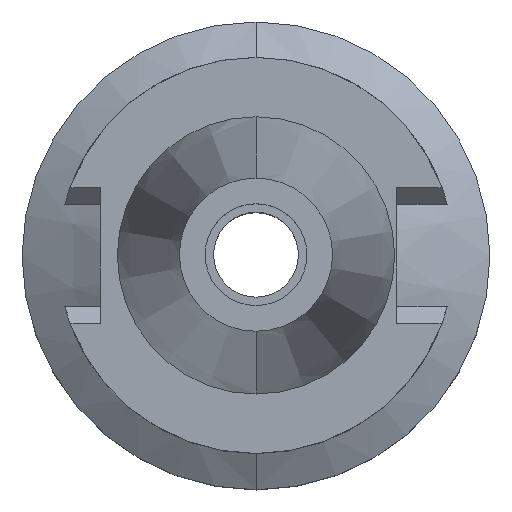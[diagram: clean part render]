
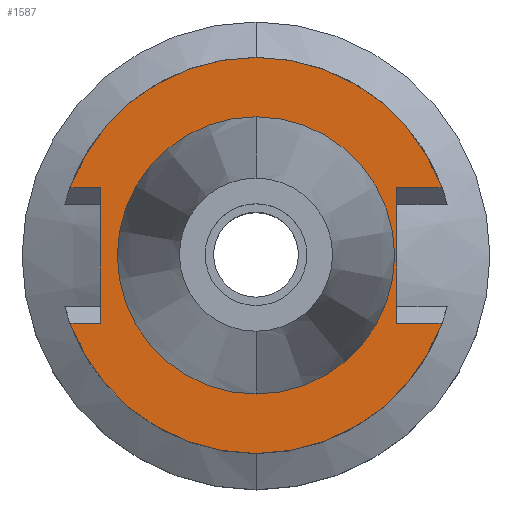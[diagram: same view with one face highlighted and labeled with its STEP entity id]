
A CAD part, top view. The second image highlights one B-rep face of the part: STEP entity #1587.
In plain terms, the highlighted planar face has unit normal (0, 0, 1).
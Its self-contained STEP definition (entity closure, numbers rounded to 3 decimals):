
#94=DIRECTION('',(0.,-1.,0.));
#95=VECTOR('',#94,21.78);
#96=CARTESIAN_POINT('',(22.57,10.89,-1.));
#97=LINE('',#96,#95);
#101=DIRECTION('',(1.,0.,0.));
#102=VECTOR('',#101,7.254);
#103=CARTESIAN_POINT('',(22.57,-10.89,-1.));
#104=LINE('',#103,#102);
#108=CARTESIAN_POINT('',(0.,0.,-1.));
#109=DIRECTION('',(0.,0.,-1.));
#110=DIRECTION('',(0.939,-0.343,0.));
#111=AXIS2_PLACEMENT_3D('',#108,#109,#110);
#116=CARTESIAN_POINT('',(0.,0.,-1.));
#117=DIRECTION('',(0.,0.,-1.));
#118=DIRECTION('',(0.,-1.,0.));
#119=AXIS2_PLACEMENT_3D('',#116,#117,#118);
#124=DIRECTION('',(-1.,0.,0.));
#125=VECTOR('',#124,4.844);
#126=CARTESIAN_POINT('',(-24.98,10.89,-1.));
#127=LINE('',#126,#125);
#131=CARTESIAN_POINT('',(0.,0.,-1.));
#132=DIRECTION('',(0.,0.,-1.));
#133=DIRECTION('',(-0.939,0.343,0.));
#134=AXIS2_PLACEMENT_3D('',#131,#132,#133);
#139=CARTESIAN_POINT('',(0.,0.,-1.));
#140=DIRECTION('',(0.,0.,-1.));
#141=DIRECTION('',(0.,1.,0.));
#142=AXIS2_PLACEMENT_3D('',#139,#140,#141);
#147=CARTESIAN_POINT('',(0.,0.,-1.));
#148=DIRECTION('',(0.,0.,1.));
#149=DIRECTION('',(0.,-1.,0.));
#150=AXIS2_PLACEMENT_3D('',#147,#148,#149);
#155=CARTESIAN_POINT('',(0.,0.,-1.));
#156=DIRECTION('',(0.,0.,1.));
#157=DIRECTION('',(0.,1.,0.));
#158=AXIS2_PLACEMENT_3D('',#155,#156,#157);
#291=DIRECTION('',(1.,0.,0.));
#292=VECTOR('',#291,7.254);
#293=CARTESIAN_POINT('',(22.57,10.89,-1.));
#294=LINE('',#293,#292);
#308=CARTESIAN_POINT('',(29.824,10.89,-1.));
#335=DIRECTION('',(0.,-1.,0.));
#336=VECTOR('',#335,21.78);
#337=CARTESIAN_POINT('',(-24.98,10.89,-1.));
#338=LINE('',#337,#336);
#561=DIRECTION('',(-1.,0.,0.));
#562=VECTOR('',#561,4.844);
#563=CARTESIAN_POINT('',(-24.98,-10.89,-1.));
#564=LINE('',#563,#562);
#575=CARTESIAN_POINT('',(29.824,-10.89,-1.));
#600=CARTESIAN_POINT('',(-29.824,-10.89,-1.));
#1370=CARTESIAN_POINT('',(22.57,-10.89,-1.));
#1371=VERTEX_POINT('',#1370);
#1372=CARTESIAN_POINT('',(22.57,10.89,-1.));
#1373=VERTEX_POINT('',#1372);
#1413=CARTESIAN_POINT('',(-24.98,10.89,-1.));
#1414=VERTEX_POINT('',#1413);
#1415=CARTESIAN_POINT('',(-24.98,-10.89,-1.));
#1416=VERTEX_POINT('',#1415);
#1459=VERTEX_POINT('',#575);
#1460=VERTEX_POINT('',#600);
#1461=CARTESIAN_POINT('',(0.,-31.75,-1.));
#1462=VERTEX_POINT('',#1461);
#1465=VERTEX_POINT('',#308);
#1466=CARTESIAN_POINT('',(0.,31.75,-1.));
#1467=VERTEX_POINT('',#1466);
#1468=CARTESIAN_POINT('',(-29.824,10.89,-1.));
#1469=VERTEX_POINT('',#1468);
#1470=CARTESIAN_POINT('',(0.,-22.225,-1.));
#1471=CARTESIAN_POINT('',(0.,22.225,-1.));
#1472=VERTEX_POINT('',#1470);
#1473=VERTEX_POINT('',#1471);
#1556=CARTESIAN_POINT('',(0.,0.,-1.));
#1557=DIRECTION('',(0.,0.,-1.));
#1558=DIRECTION('',(0.,-1.,0.));
#1559=AXIS2_PLACEMENT_3D('',#1556,#1557,#1558);
#1560=PLANE('',#1559);
#1562=ORIENTED_EDGE('',*,*,#1561,.T.);
#1564=ORIENTED_EDGE('',*,*,#1563,.T.);
#1566=ORIENTED_EDGE('',*,*,#1565,.T.);
#1568=ORIENTED_EDGE('',*,*,#1567,.T.);
#1570=ORIENTED_EDGE('',*,*,#1569,.F.);
#1572=ORIENTED_EDGE('',*,*,#1571,.F.);
#1574=ORIENTED_EDGE('',*,*,#1573,.T.);
#1576=ORIENTED_EDGE('',*,*,#1575,.T.);
#1578=ORIENTED_EDGE('',*,*,#1577,.T.);
#1580=ORIENTED_EDGE('',*,*,#1579,.F.);
#1581=EDGE_LOOP('',(#1562,#1564,#1566,#1568,#1570,#1572,#1574,#1576,#1578,
#1580));
#1582=FACE_OUTER_BOUND('',#1581,.F.);
#1583=ORIENTED_EDGE('',*,*,#1535,.T.);
#1584=ORIENTED_EDGE('',*,*,#1551,.T.);
#1585=EDGE_LOOP('',(#1583,#1584));
#1586=FACE_BOUND('',#1585,.F.);
#112=CIRCLE('',#111,31.75);
#120=CIRCLE('',#119,31.75);
#135=CIRCLE('',#134,31.75);
#143=CIRCLE('',#142,31.75);
#151=CIRCLE('',#150,22.225);
#159=CIRCLE('',#158,22.225);
#1535=EDGE_CURVE('',#1472,#1473,#151,.T.);
#1551=EDGE_CURVE('',#1473,#1472,#159,.T.);
#1561=EDGE_CURVE('',#1373,#1371,#97,.T.);
#1563=EDGE_CURVE('',#1371,#1459,#104,.T.);
#1565=EDGE_CURVE('',#1459,#1462,#112,.T.);
#1567=EDGE_CURVE('',#1462,#1460,#120,.T.);
#1569=EDGE_CURVE('',#1416,#1460,#564,.T.);
#1571=EDGE_CURVE('',#1414,#1416,#338,.T.);
#1573=EDGE_CURVE('',#1414,#1469,#127,.T.);
#1575=EDGE_CURVE('',#1469,#1467,#135,.T.);
#1577=EDGE_CURVE('',#1467,#1465,#143,.T.);
#1579=EDGE_CURVE('',#1373,#1465,#294,.T.);
#1587=ADVANCED_FACE('',(#1582,#1586),#1560,.F.);
